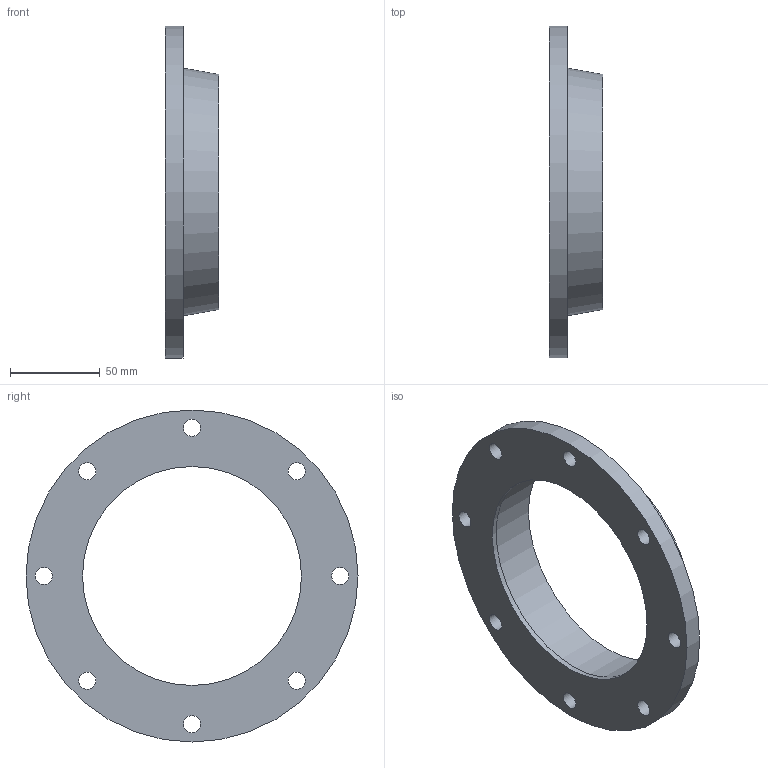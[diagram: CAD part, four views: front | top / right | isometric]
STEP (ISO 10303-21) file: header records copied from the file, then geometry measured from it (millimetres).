
FILE_DESCRIPTION( ( 'STEP AP214' ), '1' );
FILE_NAME( '3007185H.stp', '2022-01-25T07:25:41', ( 'License CC BY-ND 4.0' ), ( 'CADENAS' ), ' ', 'PARTsolutions', ' ' );
FILE_SCHEMA( ( 'AUTOMOTIVE_DESIGN { 1 0 10303 214 1 1 1 1 }' ) );
Length unit declared in the file: millimetre
Products named in the file (1): _3007185H
Bounding box: 30 x 185 x 185 mm (x, y, z)
Volume: 181060.8 mm3; surface area: 56291.4 mm2
Topology: 1 solids, 1 shells, 16 faces, 36 edges, 24 vertices
Faces by surface type: cylinder 11, plane 4, cone 1
Full cylindrical faces by diameter (mm): 9.5 x8, 122 x1, 125 x1, 185 x1
Entity records: 584 total; most frequent: DIRECTION 82, CARTESIAN_POINT 65, EDGE_LOOP 48, ORIENTED_EDGE 48, AXIS2_PLACEMENT_3D 41, FACE_OUTER_BOUND 27, EDGE_CURVE 24, VERTEX_POINT 24
